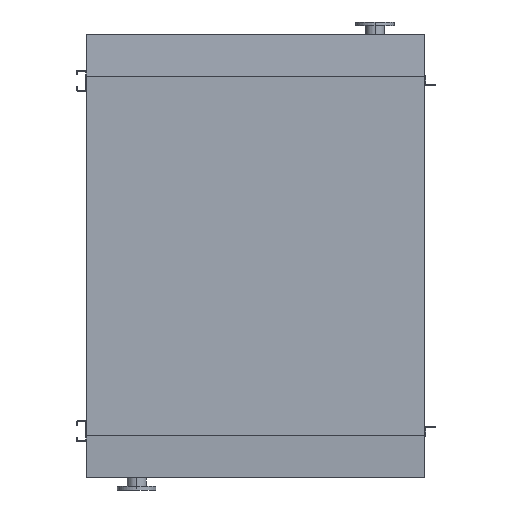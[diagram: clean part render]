
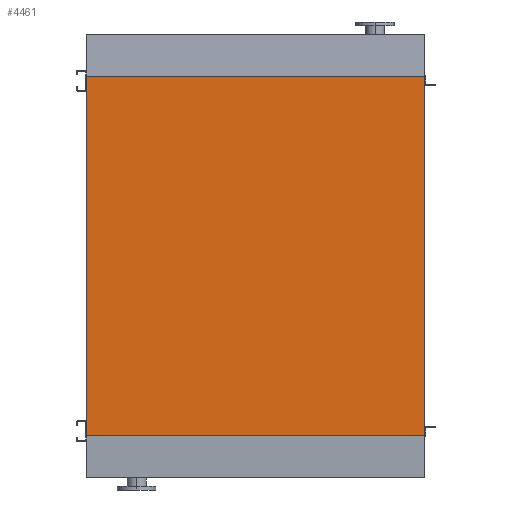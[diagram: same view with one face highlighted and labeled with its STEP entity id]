
A CAD part, front view. The second image highlights one B-rep face of the part: STEP entity #4461.
In plain terms, the highlighted planar face has unit normal (0, -1, 0).
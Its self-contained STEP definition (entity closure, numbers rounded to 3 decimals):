
#210 = CARTESIAN_POINT ( 'NONE',  ( 965., 0., 0. ) ) ;
#1019 = DIRECTION ( 'NONE',  ( 0., 0., -1. ) ) ;
#1119 = AXIS2_PLACEMENT_3D ( 'NONE', #7074, #3198, #1019 ) ;
#1585 = LINE ( 'NONE', #4710, #6373 ) ;
#1815 = CARTESIAN_POINT ( 'NONE',  ( -965., 0., 0. ) ) ;
#2804 = DIRECTION ( 'NONE',  ( 0., 0., 1. ) ) ;
#3042 = VERTEX_POINT ( 'NONE', #210 ) ;
#3198 = DIRECTION ( 'NONE',  ( 0., -1., 0. ) ) ;
#3927 = VECTOR ( 'NONE', #6432, 1000. ) ;
#4098 = ORIENTED_EDGE ( 'NONE', *, *, #7656, .F. ) ;
#4142 = VERTEX_POINT ( 'NONE', #1815 ) ;
#4461 = ADVANCED_FACE ( 'NONE', ( #7787 ), #6371, .T. ) ;
#4581 = ORIENTED_EDGE ( 'NONE', *, *, #7780, .F. ) ;
#4710 = CARTESIAN_POINT ( 'NONE',  ( -965., 0., 0. ) ) ;
#4831 = VERTEX_POINT ( 'NONE', #5338 ) ;
#4888 = VERTEX_POINT ( 'NONE', #8495 ) ;
#5043 = VECTOR ( 'NONE', #2804, 1000. ) ;
#5123 = LINE ( 'NONE', #9783, #5043 ) ;
#5265 = LINE ( 'NONE', #6332, #3927 ) ;
#5328 = ORIENTED_EDGE ( 'NONE', *, *, #5372, .T. ) ;
#5338 = CARTESIAN_POINT ( 'NONE',  ( -965., 0., -2050. ) ) ;
#5372 = EDGE_CURVE ( 'NONE', #4831, #4888, #5376, .T. ) ;
#5376 = LINE ( 'NONE', #9794, #9402 ) ;
#5420 = EDGE_CURVE ( 'NONE', #4888, #3042, #5123, .T. ) ;
#5516 = DIRECTION ( 'NONE',  ( 1., 0., 0. ) ) ;
#6332 = CARTESIAN_POINT ( 'NONE',  ( -965., 0., -2050. ) ) ;
#6371 = PLANE ( 'NONE',  #1119 ) ;
#6373 = VECTOR ( 'NONE', #5516, 1000. ) ;
#6432 = DIRECTION ( 'NONE',  ( 0., 0., 1. ) ) ;
#7074 = CARTESIAN_POINT ( 'NONE',  ( -965., 0., -2050. ) ) ;
#7554 = DIRECTION ( 'NONE',  ( 1., 0., 0. ) ) ;
#7656 = EDGE_CURVE ( 'NONE', #4831, #4142, #5265, .T. ) ;
#7780 = EDGE_CURVE ( 'NONE', #4142, #3042, #1585, .T. ) ;
#7787 = FACE_OUTER_BOUND ( 'NONE', #9185, .T. ) ;
#7875 = ORIENTED_EDGE ( 'NONE', *, *, #5420, .T. ) ;
#8495 = CARTESIAN_POINT ( 'NONE',  ( 965., 0., -2050. ) ) ;
#9185 = EDGE_LOOP ( 'NONE', ( #4581, #4098, #5328, #7875 ) ) ;
#9402 = VECTOR ( 'NONE', #7554, 1000. ) ;
#9783 = CARTESIAN_POINT ( 'NONE',  ( 965., 0., -2050. ) ) ;
#9794 = CARTESIAN_POINT ( 'NONE',  ( -965., 0., -2050. ) ) ;
